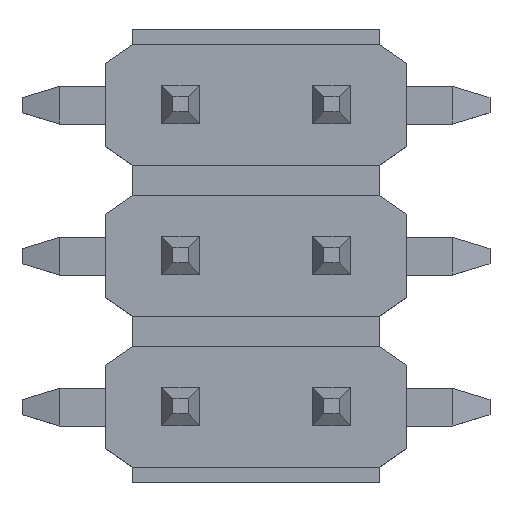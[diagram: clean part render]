
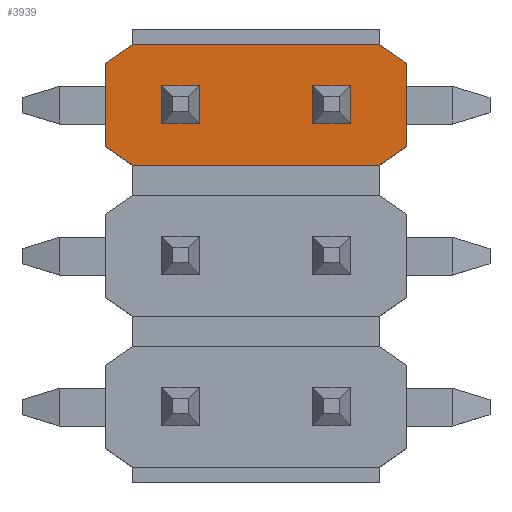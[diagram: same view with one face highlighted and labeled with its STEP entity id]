
A CAD part, top view. The second image highlights one B-rep face of the part: STEP entity #3939.
In plain terms, the highlighted planar face has unit normal (0, 0, 1).
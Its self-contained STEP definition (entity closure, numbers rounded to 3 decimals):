
#1054=ORIENTED_EDGE('',*,*,#1541,.T.);
#1055=ORIENTED_EDGE('',*,*,#1419,.F.);
#1056=ORIENTED_EDGE('',*,*,#1599,.T.);
#1057=ORIENTED_EDGE('',*,*,#1606,.T.);
#1058=ORIENTED_EDGE('',*,*,#1530,.F.);
#1059=ORIENTED_EDGE('',*,*,#1523,.T.);
#1060=ORIENTED_EDGE('',*,*,#1518,.T.);
#1061=ORIENTED_EDGE('',*,*,#1491,.T.);
#1062=ORIENTED_EDGE('',*,*,#1505,.F.);
#1063=ORIENTED_EDGE('',*,*,#1613,.F.);
#1064=ORIENTED_EDGE('',*,*,#1431,.T.);
#1065=ORIENTED_EDGE('',*,*,#1440,.T.);
#1066=ORIENTED_EDGE('',*,*,#1437,.T.);
#1067=ORIENTED_EDGE('',*,*,#1434,.T.);
#1068=ORIENTED_EDGE('',*,*,#1621,.T.);
#1069=ORIENTED_EDGE('',*,*,#1629,.T.);
#1070=ORIENTED_EDGE('',*,*,#1627,.T.);
#1071=ORIENTED_EDGE('',*,*,#1624,.T.);
#1419=EDGE_CURVE('',#1855,#1853,#2267,.T.);
#1431=EDGE_CURVE('',#1866,#1865,#2279,.T.);
#1434=EDGE_CURVE('',#1868,#1866,#2282,.T.);
#1437=EDGE_CURVE('',#1870,#1868,#2285,.T.);
#1440=EDGE_CURVE('',#1865,#1870,#2288,.T.);
#1491=EDGE_CURVE('',#1910,#1909,#2339,.T.);
#1505=EDGE_CURVE('',#1920,#1909,#2353,.T.);
#1518=EDGE_CURVE('',#1928,#1910,#2366,.T.);
#1523=EDGE_CURVE('',#1930,#1928,#2371,.T.);
#1530=EDGE_CURVE('',#1930,#1936,#2378,.T.);
#1541=EDGE_CURVE('',#1940,#1853,#2389,.T.);
#1599=EDGE_CURVE('',#1855,#1977,#2447,.T.);
#1606=EDGE_CURVE('',#1977,#1936,#2454,.T.);
#1613=EDGE_CURVE('',#1940,#1920,#2461,.T.);
#1621=EDGE_CURVE('',#1981,#1983,#2469,.T.);
#1624=EDGE_CURVE('',#1985,#1981,#2472,.T.);
#1627=EDGE_CURVE('',#1987,#1985,#2475,.T.);
#1629=EDGE_CURVE('',#1983,#1987,#2477,.T.);
#1853=VERTEX_POINT('',#5845);
#1855=VERTEX_POINT('',#5849);
#1865=VERTEX_POINT('',#5875);
#1866=VERTEX_POINT('',#5877);
#1868=VERTEX_POINT('',#5883);
#1870=VERTEX_POINT('',#5889);
#1909=VERTEX_POINT('',#5997);
#1910=VERTEX_POINT('',#5999);
#1920=VERTEX_POINT('',#6027);
#1928=VERTEX_POINT('',#6051);
#1930=VERTEX_POINT('',#6059);
#1936=VERTEX_POINT('',#6076);
#1940=VERTEX_POINT('',#6094);
#1977=VERTEX_POINT('',#6205);
#1981=VERTEX_POINT('',#6237);
#1983=VERTEX_POINT('',#6241);
#1985=VERTEX_POINT('',#6246);
#1987=VERTEX_POINT('',#6252);
#2267=LINE('',#5850,#2783);
#2279=LINE('',#5876,#2795);
#2282=LINE('',#5882,#2798);
#2285=LINE('',#5888,#2801);
#2288=LINE('',#5894,#2804);
#2339=LINE('',#5998,#2855);
#2353=LINE('',#6026,#2869);
#2366=LINE('',#6050,#2882);
#2371=LINE('',#6060,#2887);
#2378=LINE('',#6075,#2894);
#2389=LINE('',#6093,#2905);
#2447=LINE('',#6206,#2963);
#2454=LINE('',#6217,#2970);
#2461=LINE('',#6227,#2977);
#2469=LINE('',#6242,#2985);
#2472=LINE('',#6248,#2988);
#2475=LINE('',#6254,#2991);
#2477=LINE('',#6257,#2993);
#2783=VECTOR('',#4808,1000.);
#2795=VECTOR('',#4828,1000.);
#2798=VECTOR('',#4833,1000.);
#2801=VECTOR('',#4838,1000.);
#2804=VECTOR('',#4843,1000.);
#2855=VECTOR('',#4924,1000.);
#2869=VECTOR('',#4946,1000.);
#2882=VECTOR('',#4965,1000.);
#2887=VECTOR('',#4974,1000.);
#2894=VECTOR('',#4987,1000.);
#2905=VECTOR('',#5004,1000.);
#2963=VECTOR('',#5096,1000.);
#2970=VECTOR('',#5107,1000.);
#2977=VECTOR('',#5120,1000.);
#2985=VECTOR('',#5134,1000.);
#2988=VECTOR('',#5139,1000.);
#2991=VECTOR('',#5144,1000.);
#2993=VECTOR('',#5148,1000.);
#3265=EDGE_LOOP('',(#1054,#1055,#1056,#1057,#1058,#1059,#1060,#1061,#1062,
#1063));
#3266=EDGE_LOOP('',(#1064,#1065,#1066,#1067));
#3267=EDGE_LOOP('',(#1068,#1069,#1070,#1071));
#3499=FACE_BOUND('',#3265,.T.);
#3500=FACE_BOUND('',#3266,.T.);
#3501=FACE_BOUND('',#3267,.T.);
#3717=PLANE('',#4255);
#3939=ADVANCED_FACE('',(#3499,#3500,#3501),#3717,.T.);
#4255=AXIS2_PLACEMENT_3D('',#6360,#5258,#5259);
#4808=DIRECTION('',(0.,-1.,0.));
#4828=DIRECTION('',(-1.,0.,0.));
#4833=DIRECTION('',(0.,-1.,0.));
#4838=DIRECTION('',(1.,0.,0.));
#4843=DIRECTION('',(0.,1.,0.));
#4924=DIRECTION('',(-1.,0.,0.));
#4946=DIRECTION('',(-0.57,0.821,0.));
#4965=DIRECTION('',(0.,-1.,0.));
#4974=DIRECTION('',(1.,0.,0.));
#4987=DIRECTION('',(0.57,0.821,0.));
#5004=DIRECTION('',(0.57,0.821,0.));
#5096=DIRECTION('',(-0.57,0.821,0.));
#5107=DIRECTION('',(-1.,0.,0.));
#5120=DIRECTION('',(-1.,0.,0.));
#5134=DIRECTION('',(-1.,0.,0.));
#5139=DIRECTION('',(0.,-1.,0.));
#5144=DIRECTION('',(1.,0.,0.));
#5148=DIRECTION('',(0.,1.,0.));
#5258=DIRECTION('',(0.,0.,1.));
#5259=DIRECTION('',(1.,0.,0.));
#5845=CARTESIAN_POINT('',(2.8,-1.64,1.));
#5849=CARTESIAN_POINT('',(2.8,1.64,1.));
#5850=CARTESIAN_POINT('',(2.8,1.64,1.));
#5875=CARTESIAN_POINT('',(1.75,-1.25,1.));
#5876=CARTESIAN_POINT('',(2.25,-1.25,1.));
#5877=CARTESIAN_POINT('',(2.25,-1.25,1.));
#5882=CARTESIAN_POINT('',(2.25,-0.75,1.));
#5883=CARTESIAN_POINT('',(2.25,-0.75,1.));
#5888=CARTESIAN_POINT('',(1.75,-0.75,1.));
#5889=CARTESIAN_POINT('',(1.75,-0.75,1.));
#5894=CARTESIAN_POINT('',(1.75,-1.25,1.));
#5997=CARTESIAN_POINT('',(1.2,-1.64,1.));
#5998=CARTESIAN_POINT('',(1.201,-1.64,1.));
#5999=CARTESIAN_POINT('',(1.201,-1.64,1.));
#6026=CARTESIAN_POINT('',(1.45,-2.,1.));
#6027=CARTESIAN_POINT('',(1.45,-2.,1.));
#6050=CARTESIAN_POINT('',(1.201,1.64,1.));
#6051=CARTESIAN_POINT('',(1.201,1.64,1.));
#6059=CARTESIAN_POINT('',(1.2,1.64,1.));
#6060=CARTESIAN_POINT('',(0.799,1.64,1.));
#6075=CARTESIAN_POINT('',(1.2,1.64,1.));
#6076=CARTESIAN_POINT('',(1.45,2.,1.));
#6093=CARTESIAN_POINT('',(2.55,-2.,1.));
#6094=CARTESIAN_POINT('',(2.55,-2.,1.));
#6205=CARTESIAN_POINT('',(2.55,2.,1.));
#6206=CARTESIAN_POINT('',(2.8,1.64,1.));
#6217=CARTESIAN_POINT('',(3.,2.,1.));
#6227=CARTESIAN_POINT('',(3.,-2.,1.));
#6237=CARTESIAN_POINT('',(2.25,0.75,1.));
#6241=CARTESIAN_POINT('',(1.75,0.75,1.));
#6242=CARTESIAN_POINT('',(2.25,0.75,1.));
#6246=CARTESIAN_POINT('',(2.25,1.25,1.));
#6248=CARTESIAN_POINT('',(2.25,1.25,1.));
#6252=CARTESIAN_POINT('',(1.75,1.25,1.));
#6254=CARTESIAN_POINT('',(1.75,1.25,1.));
#6257=CARTESIAN_POINT('',(1.75,0.75,1.));
#6360=CARTESIAN_POINT('',(3.,-2.,1.));
